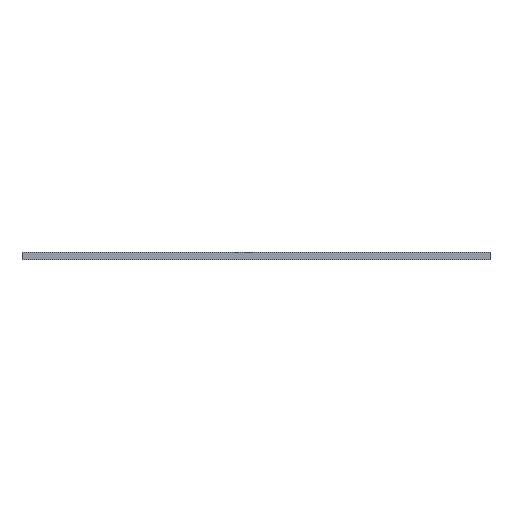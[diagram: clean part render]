
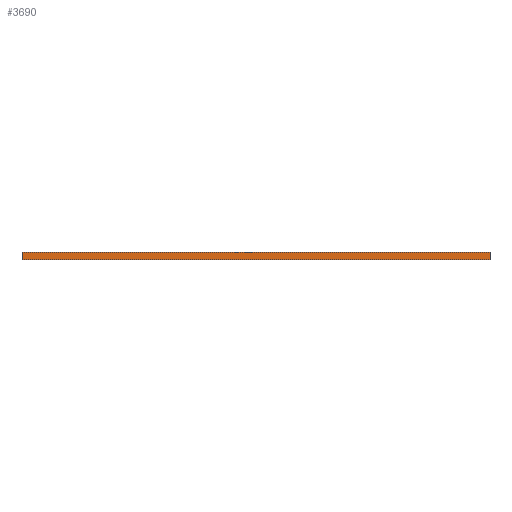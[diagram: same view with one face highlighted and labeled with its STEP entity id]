
A CAD part, left-side view. The second image highlights one B-rep face of the part: STEP entity #3690.
In plain terms, the highlighted planar face has unit normal (-1, 0, 0).
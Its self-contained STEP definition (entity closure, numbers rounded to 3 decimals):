
#338=FACE_OUTER_BOUND('',#528,.T.);
#528=EDGE_LOOP('',(#2467,#2468,#2469,#2470));
#767=LINE('',#5410,#1147);
#768=LINE('',#5412,#1148);
#769=LINE('',#5414,#1149);
#770=LINE('',#5415,#1150);
#1147=VECTOR('',#4277,10.);
#1148=VECTOR('',#4278,10.);
#1149=VECTOR('',#4279,10.);
#1150=VECTOR('',#4280,10.);
#1527=VERTEX_POINT('',#5408);
#1528=VERTEX_POINT('',#5409);
#1529=VERTEX_POINT('',#5411);
#1530=VERTEX_POINT('',#5413);
#1903=EDGE_CURVE('',#1527,#1528,#767,.T.);
#1904=EDGE_CURVE('',#1528,#1529,#768,.T.);
#1905=EDGE_CURVE('',#1529,#1530,#769,.T.);
#1906=EDGE_CURVE('',#1530,#1527,#770,.T.);
#2467=ORIENTED_EDGE('',*,*,#1903,.T.);
#2468=ORIENTED_EDGE('',*,*,#1904,.T.);
#2469=ORIENTED_EDGE('',*,*,#1905,.T.);
#2470=ORIENTED_EDGE('',*,*,#1906,.T.);
#3592=PLANE('',#3894);
#3690=ADVANCED_FACE('',(#338),#3592,.T.);
#3894=AXIS2_PLACEMENT_3D('',#5407,#4275,#4276);
#4275=DIRECTION('center_axis',(-1.,0.,0.));
#4276=DIRECTION('ref_axis',(0.,0.,1.));
#4277=DIRECTION('',(0.,-1.,0.));
#4278=DIRECTION('',(0.,0.,1.));
#4279=DIRECTION('',(0.,1.,0.));
#4280=DIRECTION('',(0.,0.,-1.));
#5407=CARTESIAN_POINT('Origin',(-3.,0.,0.));
#5408=CARTESIAN_POINT('',(-3.,3.,0.));
#5409=CARTESIAN_POINT('',(-3.,-98.25,0.));
#5410=CARTESIAN_POINT('',(-3.,0.,0.));
#5411=CARTESIAN_POINT('',(-3.,-98.25,1.6));
#5412=CARTESIAN_POINT('',(-3.,-98.25,0.));
#5413=CARTESIAN_POINT('',(-3.,3.,1.6));
#5414=CARTESIAN_POINT('',(-3.,0.,1.6));
#5415=CARTESIAN_POINT('',(-3.,3.,0.));
